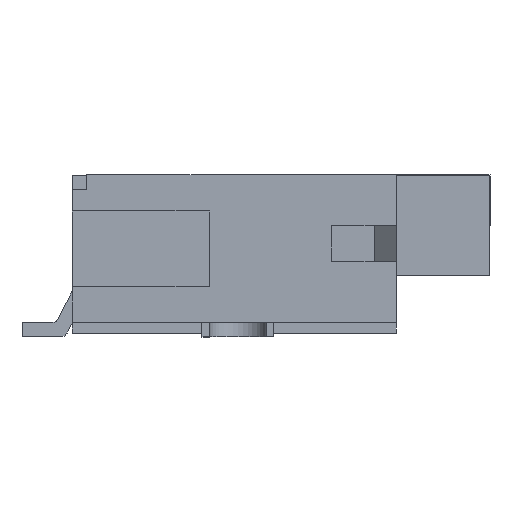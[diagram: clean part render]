
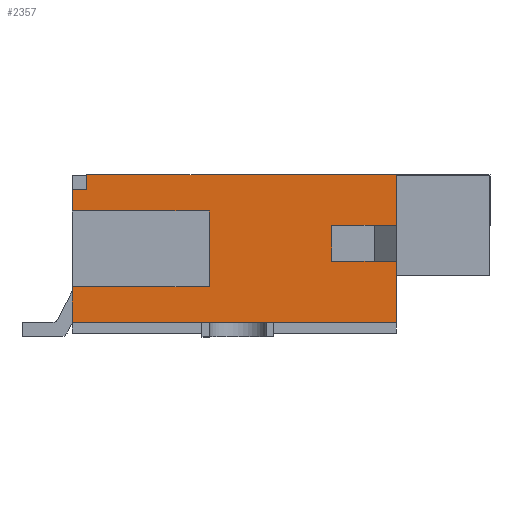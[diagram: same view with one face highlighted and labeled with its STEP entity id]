
A CAD part, left-side view. The second image highlights one B-rep face of the part: STEP entity #2357.
In plain terms, the highlighted planar face has unit normal (-1, 0, 0).
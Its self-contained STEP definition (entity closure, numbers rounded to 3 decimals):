
#2357 = ADVANCED_FACE( '', ( #4395 ), #4396, .T. );
#4395 = FACE_OUTER_BOUND( '', #6278, .T. );
#4396 = PLANE( '', #6279 );
#6278 = EDGE_LOOP( '', ( #13268, #13269, #13270, #13271, #13272, #13273, #13274, #13275, #13276, #13277, #13278, #13279, #13280, #13281 ) );
#6279 = AXIS2_PLACEMENT_3D( '', #13282, #13283, #13284 );
#13268 = ORIENTED_EDGE( '', *, *, #14787, .T. );
#13269 = ORIENTED_EDGE( '', *, *, #14592, .T. );
#13270 = ORIENTED_EDGE( '', *, *, #16256, .T. );
#13271 = ORIENTED_EDGE( '', *, *, #13405, .F. );
#13272 = ORIENTED_EDGE( '', *, *, #15987, .T. );
#13273 = ORIENTED_EDGE( '', *, *, #16056, .T. );
#13274 = ORIENTED_EDGE( '', *, *, #16255, .T. );
#13275 = ORIENTED_EDGE( '', *, *, #13944, .F. );
#13276 = ORIENTED_EDGE( '', *, *, #15155, .T. );
#13277 = ORIENTED_EDGE( '', *, *, #16024, .T. );
#13278 = ORIENTED_EDGE( '', *, *, #16087, .T. );
#13279 = ORIENTED_EDGE( '', *, *, #14603, .T. );
#13280 = ORIENTED_EDGE( '', *, *, #14970, .T. );
#13281 = ORIENTED_EDGE( '', *, *, #15268, .T. );
#13282 = CARTESIAN_POINT( '', ( -13.05, 0., 0. ) );
#13283 = DIRECTION( '', ( -1., 0., 0. ) );
#13284 = DIRECTION( '', ( 0., 0., 1. ) );
#13405 = EDGE_CURVE( '', #16338, #16334, #16340, .T. );
#13944 = EDGE_CURVE( '', #17331, #17318, #17333, .T. );
#14592 = EDGE_CURVE( '', #18405, #18407, #18409, .T. );
#14603 = EDGE_CURVE( '', #18425, #18423, #18426, .T. );
#14787 = EDGE_CURVE( '', #18616, #18405, #18711, .T. );
#14970 = EDGE_CURVE( '', #18423, #18981, #18982, .T. );
#15155 = EDGE_CURVE( '', #17331, #19241, #19243, .T. );
#15268 = EDGE_CURVE( '', #18981, #18616, #19413, .T. );
#15987 = EDGE_CURVE( '', #16338, #20348, #20350, .T. );
#16024 = EDGE_CURVE( '', #19241, #20390, #20392, .T. );
#16056 = EDGE_CURVE( '', #20348, #20427, #20429, .T. );
#16087 = EDGE_CURVE( '', #20390, #18425, #20465, .T. );
#16255 = EDGE_CURVE( '', #20427, #17318, #20647, .T. );
#16256 = EDGE_CURVE( '', #18407, #16334, #20648, .T. );
#16334 = VERTEX_POINT( '', #20751 );
#16338 = VERTEX_POINT( '', #20757 );
#16340 = LINE( '', #20760, #20761 );
#17318 = VERTEX_POINT( '', #22177 );
#17331 = VERTEX_POINT( '', #22196 );
#17333 = LINE( '', #22199, #22200 );
#18405 = VERTEX_POINT( '', #23716 );
#18407 = VERTEX_POINT( '', #23719 );
#18409 = LINE( '', #23722, #23723 );
#18423 = VERTEX_POINT( '', #23743 );
#18425 = VERTEX_POINT( '', #23746 );
#18426 = LINE( '', #23747, #23748 );
#18616 = VERTEX_POINT( '', #24028 );
#18711 = LINE( '', #24185, #24186 );
#18981 = VERTEX_POINT( '', #24586 );
#18982 = LINE( '', #24587, #24588 );
#19241 = VERTEX_POINT( '', #24974 );
#19243 = LINE( '', #24977, #24978 );
#19413 = LINE( '', #25258, #25259 );
#20348 = VERTEX_POINT( '', #26647 );
#20350 = LINE( '', #26650, #26651 );
#20390 = VERTEX_POINT( '', #26709 );
#20392 = LINE( '', #26712, #26713 );
#20427 = VERTEX_POINT( '', #26762 );
#20429 = LINE( '', #26765, #26766 );
#20465 = LINE( '', #26813, #26814 );
#20647 = LINE( '', #27100, #27101 );
#20648 = LINE( '', #27102, #27103 );
#20751 = CARTESIAN_POINT( '', ( -13.05, 2.25, 0.6 ) );
#20757 = CARTESIAN_POINT( '', ( -13.05, 0.35, 0.6 ) );
#20760 = CARTESIAN_POINT( '', ( -13.05, 0.35, 0.6 ) );
#20761 = VECTOR( '', #27152, 1000. );
#22177 = CARTESIAN_POINT( '', ( -13.05, 2.25, -0.95 ) );
#22196 = CARTESIAN_POINT( '', ( -13.05, -2.25, -0.95 ) );
#22199 = CARTESIAN_POINT( '', ( -13.05, -2.25, -0.95 ) );
#22200 = VECTOR( '', #27709, 1000. );
#23716 = CARTESIAN_POINT( '', ( -13.05, 2.05, 0.9 ) );
#23719 = CARTESIAN_POINT( '', ( -13.05, 2.25, 0.9 ) );
#23722 = CARTESIAN_POINT( '', ( -13.05, 0., 0.9 ) );
#23723 = VECTOR( '', #28447, 1000. );
#23743 = CARTESIAN_POINT( '', ( -13.05, -2.25, 0.4 ) );
#23746 = CARTESIAN_POINT( '', ( -13.05, -1.35, 0.4 ) );
#23747 = CARTESIAN_POINT( '', ( -13.05, -1.35, 0.4 ) );
#23748 = VECTOR( '', #28455, 1000. );
#24028 = CARTESIAN_POINT( '', ( -13.05, 2.05, 1.1 ) );
#24185 = CARTESIAN_POINT( '', ( -13.05, 2.05, 0. ) );
#24186 = VECTOR( '', #28623, 1000. );
#24586 = CARTESIAN_POINT( '', ( -13.05, -2.25, 1.1 ) );
#24587 = CARTESIAN_POINT( '', ( -13.05, -2.25, -1.1 ) );
#24588 = VECTOR( '', #28775, 1000. );
#24974 = CARTESIAN_POINT( '', ( -13.05, -2.25, -0.1 ) );
#24977 = CARTESIAN_POINT( '', ( -13.05, -2.25, -1.1 ) );
#24978 = VECTOR( '', #28922, 1000. );
#25258 = CARTESIAN_POINT( '', ( -13.05, -2.25, 1.1 ) );
#25259 = VECTOR( '', #29033, 1000. );
#26647 = CARTESIAN_POINT( '', ( -13.05, 0.35, -0.45 ) );
#26650 = CARTESIAN_POINT( '', ( -13.05, 0.35, 0.6 ) );
#26651 = VECTOR( '', #29644, 1000. );
#26709 = CARTESIAN_POINT( '', ( -13.05, -1.35, -0.1 ) );
#26712 = CARTESIAN_POINT( '', ( -13.05, -2.25, -0.1 ) );
#26713 = VECTOR( '', #29664, 1000. );
#26762 = CARTESIAN_POINT( '', ( -13.05, 2.25, -0.45 ) );
#26765 = CARTESIAN_POINT( '', ( -13.05, 0.35, -0.45 ) );
#26766 = VECTOR( '', #29683, 1000. );
#26813 = CARTESIAN_POINT( '', ( -13.05, -1.35, -0.1 ) );
#26814 = VECTOR( '', #29713, 1000. );
#27100 = CARTESIAN_POINT( '', ( -13.05, 2.25, 1.1 ) );
#27101 = VECTOR( '', #29845, 1000. );
#27102 = CARTESIAN_POINT( '', ( -13.05, 2.25, 1.1 ) );
#27103 = VECTOR( '', #29846, 1000. );
#27152 = DIRECTION( '', ( 0., 1., 0. ) );
#27709 = DIRECTION( '', ( 0., 1., 0. ) );
#28447 = DIRECTION( '', ( 0., 1., 0. ) );
#28455 = DIRECTION( '', ( 0., -1., 0. ) );
#28623 = DIRECTION( '', ( 0., 0., -1. ) );
#28775 = DIRECTION( '', ( 0., 0., 1. ) );
#28922 = DIRECTION( '', ( 0., 0., 1. ) );
#29033 = DIRECTION( '', ( 0., 1., 0. ) );
#29644 = DIRECTION( '', ( 0., 0., -1. ) );
#29664 = DIRECTION( '', ( 0., 1., 0. ) );
#29683 = DIRECTION( '', ( 0., 1., 0. ) );
#29713 = DIRECTION( '', ( 0., 0., 1. ) );
#29845 = DIRECTION( '', ( 0., 0., -1. ) );
#29846 = DIRECTION( '', ( 0., 0., -1. ) );
